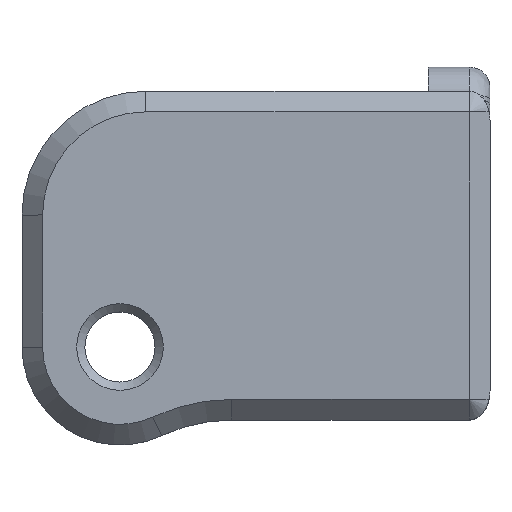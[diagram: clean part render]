
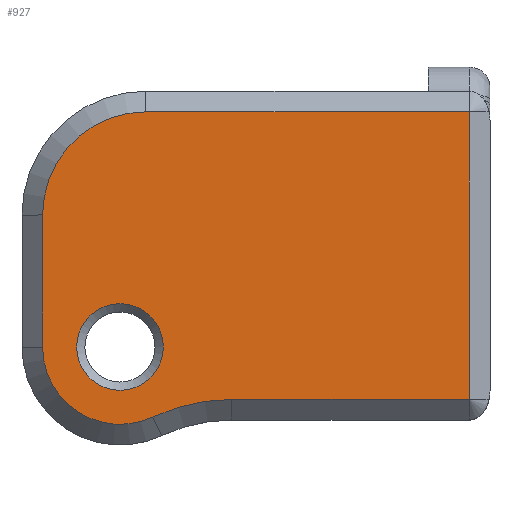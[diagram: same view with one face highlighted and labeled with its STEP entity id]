
A CAD part, top view. The second image highlights one B-rep face of the part: STEP entity #927.
In plain terms, the highlighted planar face has unit normal (0, 0, 1).
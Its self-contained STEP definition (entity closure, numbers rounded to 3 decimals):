
#42=FACE_BOUND('',#140,.T.);
#45=PLANE('',#1011);
#79=FACE_OUTER_BOUND('',#139,.T.);
#139=EDGE_LOOP('',(#673,#674,#675,#676,#677,#678,#679));
#140=EDGE_LOOP('',(#680));
#216=LINE('',#1519,#296);
#217=LINE('',#1520,#297);
#218=LINE('',#1522,#298);
#219=LINE('',#1526,#299);
#296=VECTOR('',#1162,10.);
#297=VECTOR('',#1163,10.);
#298=VECTOR('',#1164,10.);
#299=VECTOR('',#1167,10.);
#367=CIRCLE('',#1009,2.1);
#369=CIRCLE('',#1012,5.);
#370=CIRCLE('',#1013,3.75);
#371=CIRCLE('',#1014,9.);
#425=VERTEX_POINT('',#1477);
#438=VERTEX_POINT('',#1508);
#439=VERTEX_POINT('',#1512);
#441=VERTEX_POINT('',#1518);
#442=VERTEX_POINT('',#1521);
#443=VERTEX_POINT('',#1523);
#444=VERTEX_POINT('',#1525);
#445=VERTEX_POINT('',#1527);
#525=EDGE_CURVE('',#439,#439,#367,.T.);
#528=EDGE_CURVE('',#438,#441,#216,.T.);
#529=EDGE_CURVE('',#425,#438,#217,.T.);
#530=EDGE_CURVE('',#442,#425,#218,.T.);
#531=EDGE_CURVE('',#443,#442,#369,.T.);
#532=EDGE_CURVE('',#444,#443,#219,.T.);
#533=EDGE_CURVE('',#445,#444,#370,.T.);
#534=EDGE_CURVE('',#441,#445,#371,.T.);
#673=ORIENTED_EDGE('',*,*,#528,.F.);
#674=ORIENTED_EDGE('',*,*,#529,.F.);
#675=ORIENTED_EDGE('',*,*,#530,.F.);
#676=ORIENTED_EDGE('',*,*,#531,.F.);
#677=ORIENTED_EDGE('',*,*,#532,.F.);
#678=ORIENTED_EDGE('',*,*,#533,.F.);
#679=ORIENTED_EDGE('',*,*,#534,.F.);
#680=ORIENTED_EDGE('',*,*,#525,.F.);
#927=ADVANCED_FACE('',(#79,#42),#45,.T.);
#1009=AXIS2_PLACEMENT_3D('',#1513,#1155,#1156);
#1011=AXIS2_PLACEMENT_3D('',#1517,#1160,#1161);
#1012=AXIS2_PLACEMENT_3D('',#1524,#1165,#1166);
#1013=AXIS2_PLACEMENT_3D('',#1528,#1168,#1169);
#1014=AXIS2_PLACEMENT_3D('',#1529,#1170,#1171);
#1155=DIRECTION('center_axis',(0.,0.,1.));
#1156=DIRECTION('ref_axis',(1.,0.,0.));
#1160=DIRECTION('center_axis',(0.,0.,1.));
#1161=DIRECTION('ref_axis',(1.,0.,0.));
#1162=DIRECTION('',(-1.,0.,0.));
#1163=DIRECTION('',(0.,-1.,0.));
#1164=DIRECTION('',(1.,0.,0.));
#1165=DIRECTION('center_axis',(0.,0.,-1.));
#1166=DIRECTION('ref_axis',(-0.707,0.707,0.));
#1167=DIRECTION('',(0.,1.,0.));
#1168=DIRECTION('center_axis',(0.,0.,-1.));
#1169=DIRECTION('ref_axis',(-1.,0.,0.));
#1170=DIRECTION('center_axis',(0.,0.,1.));
#1171=DIRECTION('ref_axis',(-0.218,0.976,0.));
#1477=CARTESIAN_POINT('',(18.727,-39.529,50.306));
#1508=CARTESIAN_POINT('',(18.727,-53.471,50.306));
#1512=CARTESIAN_POINT('',(-0.313,-50.929,50.306));
#1513=CARTESIAN_POINT('Origin',(1.787,-50.929,50.306));
#1517=CARTESIAN_POINT('Origin',(8.382,-47.104,50.306));
#1518=CARTESIAN_POINT('',(7.205,-53.471,50.306));
#1519=CARTESIAN_POINT('',(14.055,-53.471,50.306));
#1520=CARTESIAN_POINT('',(18.727,-50.287,50.306));
#1521=CARTESIAN_POINT('',(3.037,-39.529,50.306));
#1522=CARTESIAN_POINT('',(2.709,-39.529,50.306));
#1523=CARTESIAN_POINT('',(-1.963,-44.529,50.306));
#1524=CARTESIAN_POINT('Origin',(3.037,-44.529,50.306));
#1525=CARTESIAN_POINT('',(-1.963,-50.929,50.306));
#1526=CARTESIAN_POINT('',(-1.963,-49.017,50.306));
#1527=CARTESIAN_POINT('',(3.38,-54.324,50.306));
#1528=CARTESIAN_POINT('Origin',(1.787,-50.929,50.306));
#1529=CARTESIAN_POINT('Origin',(7.205,-62.471,50.306));
